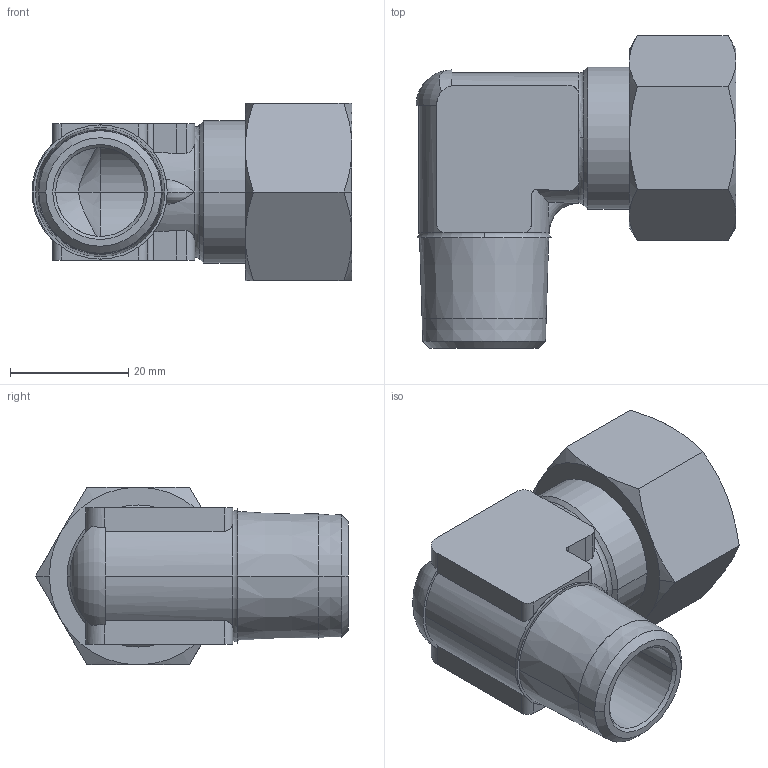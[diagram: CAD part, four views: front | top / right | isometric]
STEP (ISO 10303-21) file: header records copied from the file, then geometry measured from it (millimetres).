
FILE_DESCRIPTION(('STEP AP214'),'1');
FILE_NAME('0109_18_21.stp','2016-07-07T14:32:22',('TraceParts'),('TraceParts S.A.'),'Spatial InterOp 3D',' ',' ');
FILE_SCHEMA(('automotive_design'));
Length unit declared in the file: millimetre
Products named in the file (1): 1
Bounding box: 54.02 x 52.82 x 30 mm (x, y, z)
Volume: 22564.6 mm3; surface area: 11602.1 mm2
Topology: 1 solids, 1 shells, 108 faces, 272 edges, 171 vertices
Faces by surface type: cylinder 38, cone 32, plane 31, torus 7
Entity records: 3754 total; most frequent: CARTESIAN_POINT 1214, ORIENTED_EDGE 544, DIRECTION 529, EDGE_CURVE 272, AXIS2_PLACEMENT_3D 218, VERTEX_POINT 171, EDGE_LOOP 115, ADVANCED_FACE 108
